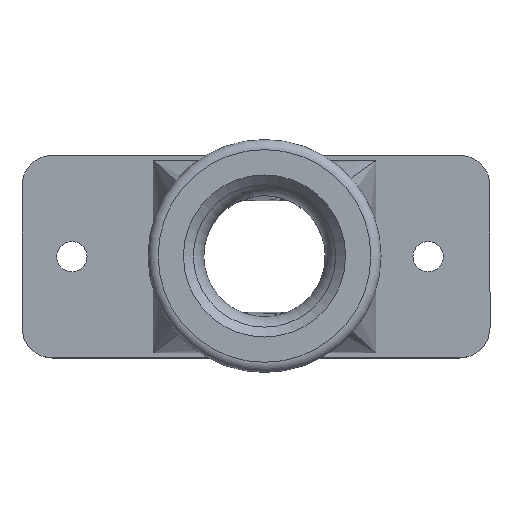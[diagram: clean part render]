
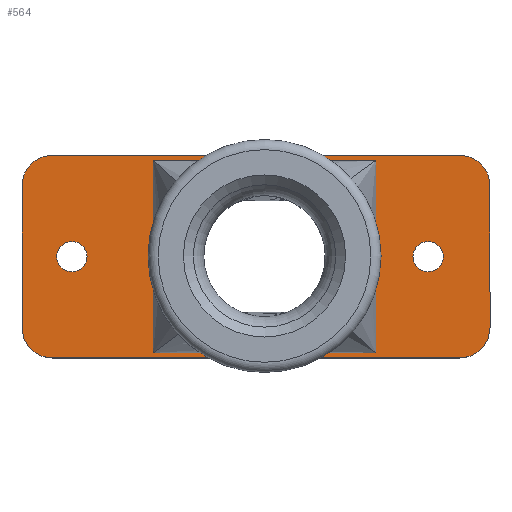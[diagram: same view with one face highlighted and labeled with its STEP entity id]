
A CAD part, top view. The second image highlights one B-rep face of the part: STEP entity #564.
In plain terms, the highlighted planar face has unit normal (0, 0, 1).
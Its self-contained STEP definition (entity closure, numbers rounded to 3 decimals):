
#33=FACE_BOUND('',#131,.T.);
#34=FACE_BOUND('',#132,.T.);
#35=FACE_BOUND('',#133,.T.);
#44=CIRCLE('',#602,3.);
#45=CIRCLE('',#605,3.);
#46=CIRCLE('',#608,3.);
#47=CIRCLE('',#611,3.);
#48=CIRCLE('',#614,1.5);
#49=CIRCLE('',#616,1.5);
#78=PLANE('',#617);
#96=FACE_OUTER_BOUND('',#130,.T.);
#130=EDGE_LOOP('',(#448,#449,#450,#451,#452,#453,#454,#455));
#131=EDGE_LOOP('',(#456,#457,#458,#459));
#132=EDGE_LOOP('',(#460));
#133=EDGE_LOOP('',(#461));
#162=LINE('',#1008,#194);
#164=LINE('',#1015,#196);
#168=LINE('',#1024,#200);
#170=LINE('',#1030,#202);
#194=VECTOR('',#685,10.);
#196=VECTOR('',#693,10.);
#200=VECTOR('',#703,10.);
#202=VECTOR('',#711,10.);
#228=B_SPLINE_CURVE_WITH_KNOTS('',3,(#1042,#1043,#1044,#1045,#1046,#1047),
 .UNSPECIFIED.,.F.,.F.,(4,1,1,4),(-1.,-0.571,-0.286,
0.),.UNSPECIFIED.);
#229=B_SPLINE_CURVE_WITH_KNOTS('',3,(#1049,#1050,#1051,#1052,#1053,#1054),
 .UNSPECIFIED.,.F.,.F.,(4,1,1,4),(-1.,-0.571,-0.286,
0.),.UNSPECIFIED.);
#230=B_SPLINE_CURVE_WITH_KNOTS('',3,(#1056,#1057,#1058,#1059,#1060,#1061),
 .UNSPECIFIED.,.F.,.F.,(4,1,1,4),(-1.,-0.571,-0.286,
0.),.UNSPECIFIED.);
#231=B_SPLINE_CURVE_WITH_KNOTS('',3,(#1062,#1063,#1064,#1065,#1066,#1067),
 .UNSPECIFIED.,.F.,.F.,(4,1,1,4),(-1.,-0.571,-0.286,
0.),.UNSPECIFIED.);
#255=VERTEX_POINT('',#1000);
#256=VERTEX_POINT('',#1002);
#257=VERTEX_POINT('',#1006);
#258=VERTEX_POINT('',#1010);
#259=VERTEX_POINT('',#1014);
#260=VERTEX_POINT('',#1018);
#261=VERTEX_POINT('',#1022);
#262=VERTEX_POINT('',#1026);
#263=VERTEX_POINT('',#1032);
#264=VERTEX_POINT('',#1036);
#265=VERTEX_POINT('',#1040);
#266=VERTEX_POINT('',#1041);
#267=VERTEX_POINT('',#1048);
#268=VERTEX_POINT('',#1055);
#317=EDGE_CURVE('',#256,#255,#44,.T.);
#320=EDGE_CURVE('',#256,#257,#162,.F.);
#321=EDGE_CURVE('',#258,#257,#45,.T.);
#323=EDGE_CURVE('',#258,#259,#164,.F.);
#325=EDGE_CURVE('',#260,#259,#46,.T.);
#328=EDGE_CURVE('',#260,#261,#168,.F.);
#329=EDGE_CURVE('',#262,#261,#47,.T.);
#331=EDGE_CURVE('',#262,#255,#170,.F.);
#332=EDGE_CURVE('',#263,#263,#48,.T.);
#334=EDGE_CURVE('',#264,#264,#49,.F.);
#336=EDGE_CURVE('',#265,#266,#228,.T.);
#337=EDGE_CURVE('',#266,#267,#229,.T.);
#338=EDGE_CURVE('',#267,#268,#230,.T.);
#339=EDGE_CURVE('',#268,#265,#231,.T.);
#448=ORIENTED_EDGE('',*,*,#331,.F.);
#449=ORIENTED_EDGE('',*,*,#329,.T.);
#450=ORIENTED_EDGE('',*,*,#328,.F.);
#451=ORIENTED_EDGE('',*,*,#325,.T.);
#452=ORIENTED_EDGE('',*,*,#323,.F.);
#453=ORIENTED_EDGE('',*,*,#321,.T.);
#454=ORIENTED_EDGE('',*,*,#320,.F.);
#455=ORIENTED_EDGE('',*,*,#317,.T.);
#456=ORIENTED_EDGE('',*,*,#336,.T.);
#457=ORIENTED_EDGE('',*,*,#337,.T.);
#458=ORIENTED_EDGE('',*,*,#338,.T.);
#459=ORIENTED_EDGE('',*,*,#339,.T.);
#460=ORIENTED_EDGE('',*,*,#334,.F.);
#461=ORIENTED_EDGE('',*,*,#332,.F.);
#564=ADVANCED_FACE('',(#96,#33,#34,#35),#78,.F.);
#602=AXIS2_PLACEMENT_3D('',#1003,#679,#680);
#605=AXIS2_PLACEMENT_3D('',#1011,#688,#689);
#608=AXIS2_PLACEMENT_3D('',#1019,#697,#698);
#611=AXIS2_PLACEMENT_3D('',#1027,#706,#707);
#614=AXIS2_PLACEMENT_3D('',#1033,#714,#715);
#616=AXIS2_PLACEMENT_3D('',#1037,#719,#720);
#617=AXIS2_PLACEMENT_3D('',#1039,#722,#723);
#679=DIRECTION('center_axis',(0.,0.,
1.));
#680=DIRECTION('ref_axis',(-0.707,-0.707,0.));
#685=DIRECTION('',(0.,-1.,0.));
#688=DIRECTION('center_axis',(0.,0.,
1.));
#689=DIRECTION('ref_axis',(-0.707,0.707,0.));
#693=DIRECTION('',(-1.,0.,0.));
#697=DIRECTION('center_axis',(0.,0.,
1.));
#698=DIRECTION('ref_axis',(0.707,0.707,0.));
#703=DIRECTION('',(0.,1.,0.));
#706=DIRECTION('center_axis',(0.,0.,
1.));
#707=DIRECTION('ref_axis',(0.707,-0.707,0.));
#711=DIRECTION('',(1.,0.,0.));
#714=DIRECTION('center_axis',(0.,0.,
1.));
#715=DIRECTION('ref_axis',(0.,-1.,0.));
#719=DIRECTION('center_axis',(0.,0.,
-1.));
#720=DIRECTION('ref_axis',(0.,-1.,0.));
#722=DIRECTION('center_axis',(0.,0.,
-1.));
#723=DIRECTION('ref_axis',(0.,-1.,0.));
#1000=CARTESIAN_POINT('',(-42.86,-14.079,81.952));
#1002=CARTESIAN_POINT('',(-45.86,-11.079,81.952));
#1003=CARTESIAN_POINT('Origin',(-42.86,-11.079,81.952));
#1006=CARTESIAN_POINT('',(-45.86,2.921,81.952));
#1008=CARTESIAN_POINT('',(-45.86,-8.579,81.952));
#1010=CARTESIAN_POINT('',(-42.86,5.921,81.952));
#1011=CARTESIAN_POINT('Origin',(-42.86,2.921,81.952));
#1014=CARTESIAN_POINT('',(-2.667,5.921,81.952));
#1015=CARTESIAN_POINT('',(-34.337,5.921,81.952));
#1018=CARTESIAN_POINT('',(0.333,2.921,81.952));
#1019=CARTESIAN_POINT('Origin',(-2.667,2.921,81.952));
#1022=CARTESIAN_POINT('',(0.333,-11.079,81.952));
#1024=CARTESIAN_POINT('',(0.333,0.421,81.952));
#1026=CARTESIAN_POINT('',(-2.667,-14.079,81.952));
#1027=CARTESIAN_POINT('Origin',(-2.667,-11.079,81.952));
#1030=CARTESIAN_POINT('',(-11.09,-14.079,81.952));
#1032=CARTESIAN_POINT('',(-40.942,-2.579,81.952));
#1033=CARTESIAN_POINT('Origin',(-40.942,-4.079,81.952));
#1036=CARTESIAN_POINT('',(-5.77,-2.579,81.952));
#1037=CARTESIAN_POINT('Origin',(-5.77,-4.079,81.952));
#1039=CARTESIAN_POINT('Origin',(-22.714,-4.079,81.952));
#1040=CARTESIAN_POINT('',(-32.923,-13.579,81.952));
#1041=CARTESIAN_POINT('',(-32.923,5.421,81.952));
#1042=CARTESIAN_POINT('Ctrl Pts',(-32.923,-13.579,81.952));
#1043=CARTESIAN_POINT('Ctrl Pts',(-32.923,-10.865,81.952));
#1044=CARTESIAN_POINT('Ctrl Pts',(-32.923,-6.341,81.952));
#1045=CARTESIAN_POINT('Ctrl Pts',(-32.923,-0.008,
81.952));
#1046=CARTESIAN_POINT('Ctrl Pts',(-32.923,3.611,81.952));
#1047=CARTESIAN_POINT('Ctrl Pts',(-32.923,5.421,81.952));
#1048=CARTESIAN_POINT('',(-10.923,5.421,81.952));
#1049=CARTESIAN_POINT('Ctrl Pts',(-32.923,5.421,81.952));
#1050=CARTESIAN_POINT('Ctrl Pts',(-29.78,5.421,81.952));
#1051=CARTESIAN_POINT('Ctrl Pts',(-24.542,5.421,81.952));
#1052=CARTESIAN_POINT('Ctrl Pts',(-17.209,5.421,81.952));
#1053=CARTESIAN_POINT('Ctrl Pts',(-13.018,5.421,81.952));
#1054=CARTESIAN_POINT('Ctrl Pts',(-10.923,5.421,81.952));
#1055=CARTESIAN_POINT('',(-10.923,-13.579,81.952));
#1056=CARTESIAN_POINT('Ctrl Pts',(-10.923,5.421,81.952));
#1057=CARTESIAN_POINT('Ctrl Pts',(-10.923,2.706,81.952));
#1058=CARTESIAN_POINT('Ctrl Pts',(-10.923,-1.817,81.952));
#1059=CARTESIAN_POINT('Ctrl Pts',(-10.923,-8.151,81.952));
#1060=CARTESIAN_POINT('Ctrl Pts',(-10.923,-11.77,81.952));
#1061=CARTESIAN_POINT('Ctrl Pts',(-10.923,-13.579,81.952));
#1062=CARTESIAN_POINT('Ctrl Pts',(-10.923,-13.579,81.952));
#1063=CARTESIAN_POINT('Ctrl Pts',(-14.066,-13.579,81.952));
#1064=CARTESIAN_POINT('Ctrl Pts',(-19.304,-13.579,81.952));
#1065=CARTESIAN_POINT('Ctrl Pts',(-26.637,-13.579,81.952));
#1066=CARTESIAN_POINT('Ctrl Pts',(-30.828,-13.579,81.952));
#1067=CARTESIAN_POINT('Ctrl Pts',(-32.923,-13.579,81.952));
